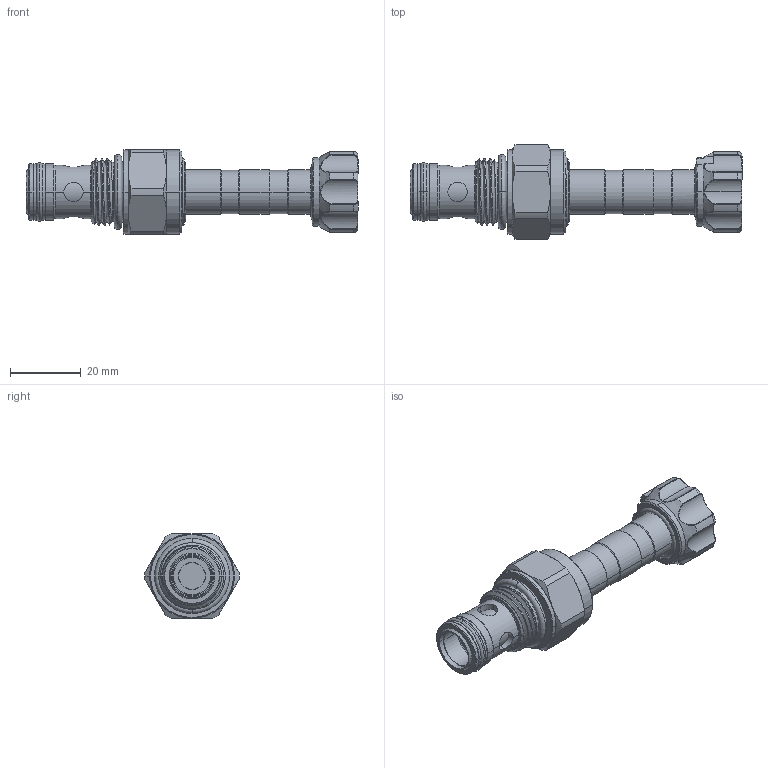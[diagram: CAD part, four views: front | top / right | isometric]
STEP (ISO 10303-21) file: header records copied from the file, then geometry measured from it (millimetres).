
FILE_DESCRIPTION (( 'STEP AP203' ), '1' );
FILE_NAME ('EP19E2A03N05.STEP', '2020-03-30T02:59:40', ( '' ), ( '' ), 'SwSTEP 2.0', 'SolidWorks 2018', '' );
FILE_SCHEMA (( 'CONFIG_CONTROL_DESIGN' ));
Length unit declared in the file: millimetre
Products named in the file (1): EP19E2A03N05
Bounding box: 93.85 x 26.7 x 24 mm (x, y, z)
Volume: 21901.8 mm3; surface area: 8858.4 mm2
Topology: 6 solids, 6 shells, 280 faces, 652 edges, 394 vertices
Faces by surface type: cylinder 121, torus 47, cone 46, bspline 36, plane 30
Entity records: 13882 total; most frequent: CARTESIAN_POINT 7692, ORIENTED_EDGE 1300, DIRECTION 1273, EDGE_CURVE 650, AXIS2_PLACEMENT_3D 558, VERTEX_POINT 394, CIRCLE 313, EDGE_LOOP 304
